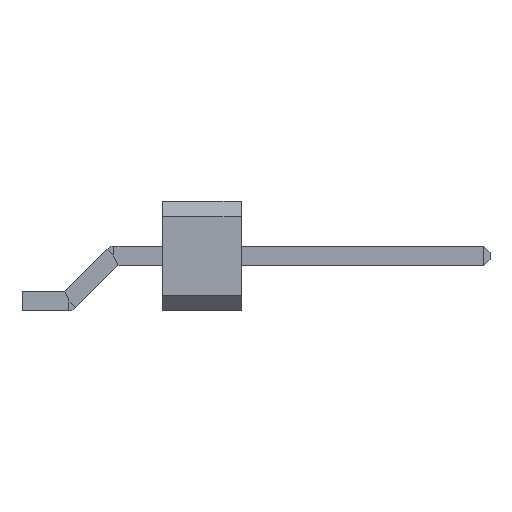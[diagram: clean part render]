
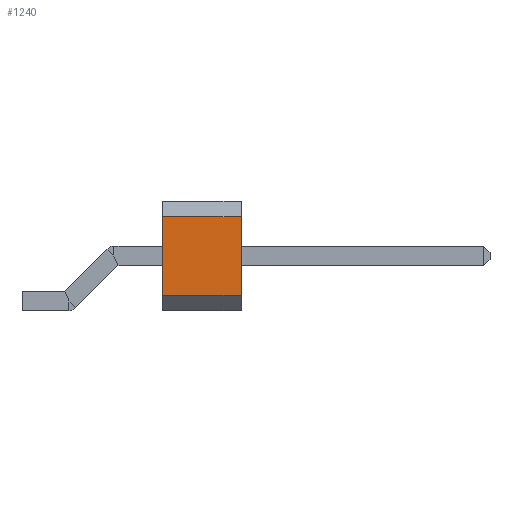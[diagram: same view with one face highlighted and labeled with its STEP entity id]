
A CAD part, front view. The second image highlights one B-rep face of the part: STEP entity #1240.
In plain terms, the highlighted planar face has unit normal (0, -1, 0).
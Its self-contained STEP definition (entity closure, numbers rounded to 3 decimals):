
#1069 = VERTEX_POINT('',#1070);
#1070 = CARTESIAN_POINT('',(3.808,-1.27,3.06));
#1076 = EDGE_CURVE('',#1069,#1077,#1079,.T.);
#1077 = VERTEX_POINT('',#1078);
#1078 = CARTESIAN_POINT('',(3.808,-1.27,0.5));
#1079 = LINE('',#1080,#1081);
#1080 = CARTESIAN_POINT('',(3.808,-1.27,3.56));
#1081 = VECTOR('',#1082,1.);
#1082 = DIRECTION('',(0.,0.,-1.));
#1157 = VERTEX_POINT('',#1158);
#1158 = CARTESIAN_POINT('',(6.348,-1.27,3.06));
#1164 = EDGE_CURVE('',#1069,#1157,#1165,.T.);
#1165 = LINE('',#1166,#1167);
#1166 = CARTESIAN_POINT('',(3.808,-1.27,3.06));
#1167 = VECTOR('',#1168,1.);
#1168 = DIRECTION('',(1.,0.,0.));
#1180 = EDGE_CURVE('',#1157,#1181,#1183,.T.);
#1181 = VERTEX_POINT('',#1182);
#1182 = CARTESIAN_POINT('',(6.348,-1.27,0.5));
#1183 = LINE('',#1184,#1185);
#1184 = CARTESIAN_POINT('',(6.348,-1.27,3.56));
#1185 = VECTOR('',#1186,1.);
#1186 = DIRECTION('',(0.,0.,-1.));
#1240 = ADVANCED_FACE('',(#1241),#1252,.F.);
#1241 = FACE_BOUND('',#1242,.F.);
#1242 = EDGE_LOOP('',(#1243,#1244,#1245,#1246));
#1243 = ORIENTED_EDGE('',*,*,#1076,.F.);
#1244 = ORIENTED_EDGE('',*,*,#1164,.T.);
#1245 = ORIENTED_EDGE('',*,*,#1180,.T.);
#1246 = ORIENTED_EDGE('',*,*,#1247,.F.);
#1247 = EDGE_CURVE('',#1077,#1181,#1248,.T.);
#1248 = LINE('',#1249,#1250);
#1249 = CARTESIAN_POINT('',(3.808,-1.27,0.5));
#1250 = VECTOR('',#1251,1.);
#1251 = DIRECTION('',(1.,0.,0.));
#1252 = PLANE('',#1253);
#1253 = AXIS2_PLACEMENT_3D('',#1254,#1255,#1256);
#1254 = CARTESIAN_POINT('',(3.808,-1.27,3.56));
#1255 = DIRECTION('',(0.,1.,0.));
#1256 = DIRECTION('',(0.,0.,-1.));
